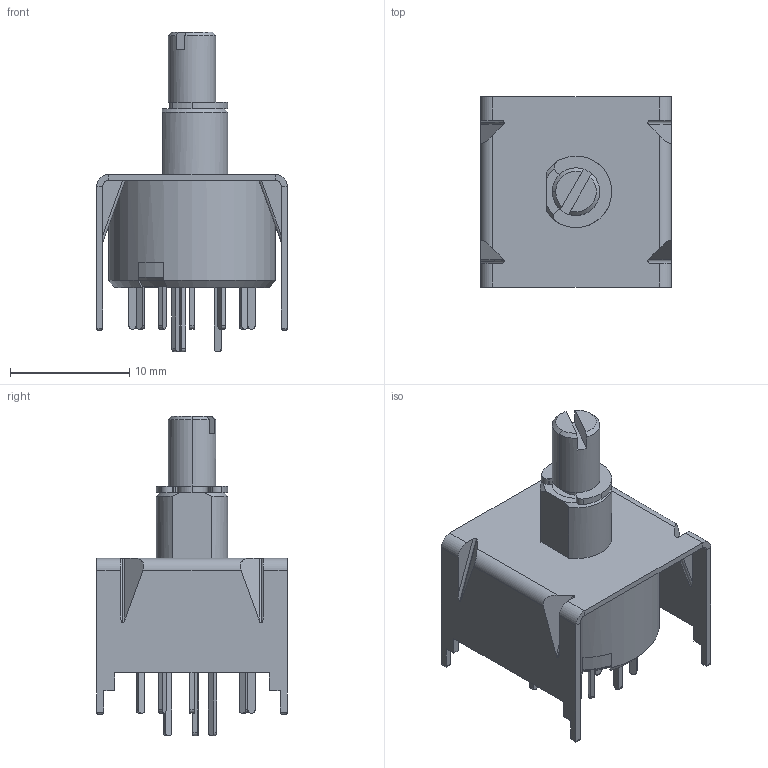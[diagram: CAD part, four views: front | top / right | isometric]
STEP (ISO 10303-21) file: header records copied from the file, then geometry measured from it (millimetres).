
FILE_DESCRIPTION (( 'STEP AP203' ), '1' );
FILE_NAME ('3ﾏ3ﾍ 22 IP40-0.STEP', '2020-09-03T06:14:22', ( '' ), ( '' ), 'SwSTEP 2.0', 'SolidWorks 2017', '' );
FILE_SCHEMA (( 'CONFIG_CONTROL_DESIGN' ));
Length unit declared in the file: millimetre
Products named in the file (24): ÌÏÍ3 10Ï âûâîä-oa7; ÌÏÍ3 Êîíòàêò íà 180; ÌÏÍ3 ðîòîð 4Í; ÔÈÌÄ-Ý.18.27 Óçåë ôèêñàöèè; 3ﾏ3ﾍ 22 IP40-0; ﾔﾈﾌﾄ-ﾝ.18.34 ﾂ琿_22; 櫻蠉錪2; �����_3�3�; ÌÏÍ3 Ïðóæèíêà Ô ïðÿìàÿ; 扻豵鵨; 匀棠.754175.002 暑朦鲱 箫腩蝽栩咫铄; ÌÏÍ3 10Ï îñíîâàíèå; ﾔﾈﾌﾄ.745328.001 ﾊ煇鳫; 扻錪犩 諘瀁謺鍷
Assembly tree (22 placements, depth 3):
  ÌÏÍ3 ðîòîð 4Í
  3ﾏ3ﾍ 22 IP40-0
    ÔÈÌÄ-Ý.18.27 Óçåë ôèêñàöèè
      扻豵鵨
      扻錪犩 諘瀁謺鍷
      匀棠.754175.002 暑朦鲱 箫腩蝽栩咫铄  x2
    �����_3�3�
      ÌÏÍ3 Êîíòàêò íà 180
      ÌÏÍ3 10Ï âûâîä-oa7
      ÌÏÍ3 10Ï îñíîâàíèå
      ÌÏÍ3 Êîíòàêò íà 180
      ÌÏÍ3 Êîíòàêò íà 180
      櫻蠉錪2
      ÌÏÍ3 10Ï âûâîä-oa7
      ÌÏÍ3 10Ï âûâîä-oa7
      ÌÏÍ3 10Ï âûâîä-oa7
      ÌÏÍ3 10Ï âûâîä-oa7
      ÌÏÍ3 10Ï âûâîä-oa7
      ÌÏÍ3 10Ï âûâîä-oa7
      ÌÏÍ3 10Ï âûâîä-oa7
      ÌÏÍ3 10Ï âûâîä-oa7
    ﾔﾈﾌﾄ-ﾝ.18.34 ﾂ琿_22
    ﾔﾈﾌﾄ.745328.001 ﾊ煇鳫
  ÌÏÍ3 Ïðóæèíêà Ô ïðÿìàÿ
Bounding box: 16 x 16 x 26.85 mm (x, y, z)
Volume: 1271.6 mm3; surface area: 3705.2 mm2
Topology: 20 solids, 20 shells, 416 faces, 1013 edges, 657 vertices
Faces by surface type: plane 234, cylinder 128, bspline 34, cone 20
Entity records: 15015 total; most frequent: CARTESIAN_POINT 2945, ORIENTED_EDGE 2010, DIRECTION 1931, EDGE_CURVE 1005, VERTEX_POINT 653, VECTOR 653, LINE 653, AXIS2_PLACEMENT_3D 639
